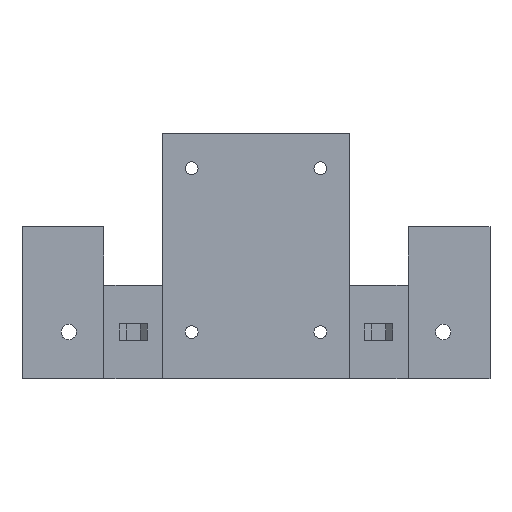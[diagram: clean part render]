
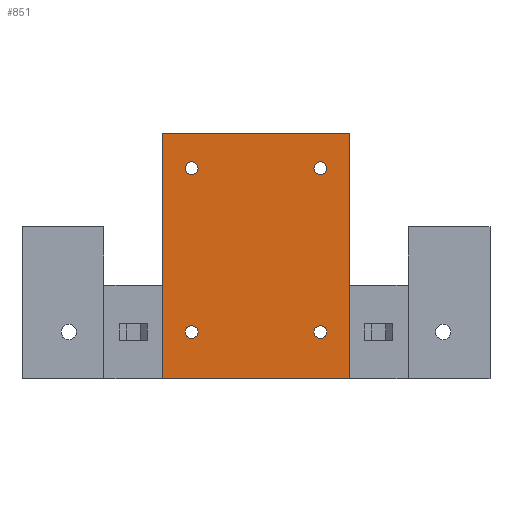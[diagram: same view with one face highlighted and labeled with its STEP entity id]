
A CAD part, front view. The second image highlights one B-rep face of the part: STEP entity #851.
In plain terms, the highlighted planar face has unit normal (0, -1, 0).
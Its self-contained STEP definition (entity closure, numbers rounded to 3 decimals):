
#20=FACE_BOUND('',#147,.T.);
#21=FACE_BOUND('',#148,.T.);
#22=FACE_BOUND('',#149,.T.);
#23=FACE_BOUND('',#150,.T.);
#59=PLANE('',#913);
#97=FACE_OUTER_BOUND('',#146,.T.);
#146=EDGE_LOOP('',(#724,#725,#726,#727,#728,#729));
#147=EDGE_LOOP('',(#730));
#148=EDGE_LOOP('',(#731));
#149=EDGE_LOOP('',(#732));
#150=EDGE_LOOP('',(#733));
#232=LINE('',#1293,#332);
#252=LINE('',#1333,#352);
#255=LINE('',#1338,#355);
#258=LINE('',#1343,#358);
#259=LINE('',#1344,#359);
#260=LINE('',#1345,#360);
#332=VECTOR('',#1052,10.);
#352=VECTOR('',#1080,10.);
#355=VECTOR('',#1085,10.);
#358=VECTOR('',#1092,10.);
#359=VECTOR('',#1093,10.);
#360=VECTOR('',#1094,10.);
#379=CIRCLE('',#914,2.75);
#380=CIRCLE('',#915,2.75);
#381=CIRCLE('',#916,2.75);
#382=CIRCLE('',#917,2.75);
#427=VERTEX_POINT('',#1270);
#435=VERTEX_POINT('',#1291);
#436=VERTEX_POINT('',#1292);
#451=VERTEX_POINT('',#1330);
#452=VERTEX_POINT('',#1332);
#453=VERTEX_POINT('',#1336);
#454=VERTEX_POINT('',#1346);
#455=VERTEX_POINT('',#1348);
#456=VERTEX_POINT('',#1350);
#457=VERTEX_POINT('',#1352);
#528=EDGE_CURVE('',#435,#436,#232,.T.);
#548=EDGE_CURVE('',#452,#451,#252,.T.);
#551=EDGE_CURVE('',#451,#453,#255,.T.);
#554=EDGE_CURVE('',#453,#436,#258,.T.);
#555=EDGE_CURVE('',#435,#427,#259,.T.);
#556=EDGE_CURVE('',#427,#452,#260,.T.);
#557=EDGE_CURVE('',#454,#454,#379,.T.);
#558=EDGE_CURVE('',#455,#455,#380,.T.);
#559=EDGE_CURVE('',#456,#456,#381,.T.);
#560=EDGE_CURVE('',#457,#457,#382,.T.);
#724=ORIENTED_EDGE('',*,*,#551,.T.);
#725=ORIENTED_EDGE('',*,*,#554,.T.);
#726=ORIENTED_EDGE('',*,*,#528,.F.);
#727=ORIENTED_EDGE('',*,*,#555,.T.);
#728=ORIENTED_EDGE('',*,*,#556,.T.);
#729=ORIENTED_EDGE('',*,*,#548,.T.);
#730=ORIENTED_EDGE('',*,*,#557,.F.);
#731=ORIENTED_EDGE('',*,*,#558,.F.);
#732=ORIENTED_EDGE('',*,*,#559,.F.);
#733=ORIENTED_EDGE('',*,*,#560,.F.);
#851=ADVANCED_FACE('',(#97,#20,#21,#22,#23),#59,.F.);
#913=AXIS2_PLACEMENT_3D('',#1342,#1090,#1091);
#914=AXIS2_PLACEMENT_3D('',#1347,#1095,#1096);
#915=AXIS2_PLACEMENT_3D('',#1349,#1097,#1098);
#916=AXIS2_PLACEMENT_3D('',#1351,#1099,#1100);
#917=AXIS2_PLACEMENT_3D('',#1353,#1101,#1102);
#1052=DIRECTION('',(1.,0.,0.));
#1080=DIRECTION('',(1.,0.,0.));
#1085=DIRECTION('',(0.,0.,1.));
#1090=DIRECTION('center_axis',(0.,1.,0.));
#1091=DIRECTION('ref_axis',(1.,0.,0.));
#1092=DIRECTION('',(0.,0.,1.));
#1093=DIRECTION('',(0.,0.,-1.));
#1094=DIRECTION('',(0.,0.,-1.));
#1095=DIRECTION('center_axis',(0.,-1.,0.));
#1096=DIRECTION('ref_axis',(1.,0.,0.));
#1097=DIRECTION('center_axis',(0.,-1.,0.));
#1098=DIRECTION('ref_axis',(1.,0.,0.));
#1099=DIRECTION('center_axis',(0.,-1.,0.));
#1100=DIRECTION('ref_axis',(1.,0.,0.));
#1101=DIRECTION('center_axis',(0.,-1.,0.));
#1102=DIRECTION('ref_axis',(1.,0.,0.));
#1270=CARTESIAN_POINT('',(-40.,0.,40.));
#1291=CARTESIAN_POINT('',(-40.,0.,105.));
#1292=CARTESIAN_POINT('',(40.,0.,105.));
#1293=CARTESIAN_POINT('',(40.,0.,105.));
#1330=CARTESIAN_POINT('',(40.,0.,0.));
#1332=CARTESIAN_POINT('',(-40.,0.,0.));
#1333=CARTESIAN_POINT('',(-100.,0.,0.));
#1336=CARTESIAN_POINT('',(40.,0.,40.));
#1338=CARTESIAN_POINT('',(40.,0.,45.));
#1342=CARTESIAN_POINT('Origin',(0.,0.,50.));
#1343=CARTESIAN_POINT('',(40.,0.,100.));
#1344=CARTESIAN_POINT('',(-40.,0.,100.));
#1345=CARTESIAN_POINT('',(-40.,0.,25.));
#1346=CARTESIAN_POINT('',(-30.25,0.,20.));
#1347=CARTESIAN_POINT('Origin',(-27.5,0.,20.));
#1348=CARTESIAN_POINT('',(24.75,0.,20.));
#1349=CARTESIAN_POINT('Origin',(27.5,0.,20.));
#1350=CARTESIAN_POINT('',(-30.25,0.,90.));
#1351=CARTESIAN_POINT('Origin',(-27.5,0.,90.));
#1352=CARTESIAN_POINT('',(24.75,0.,90.));
#1353=CARTESIAN_POINT('Origin',(27.5,0.,90.));
